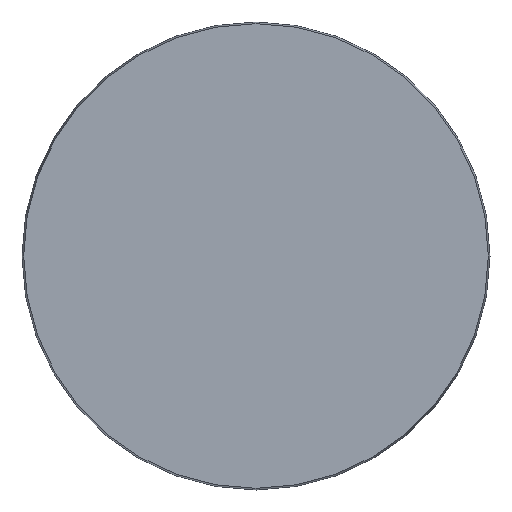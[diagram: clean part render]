
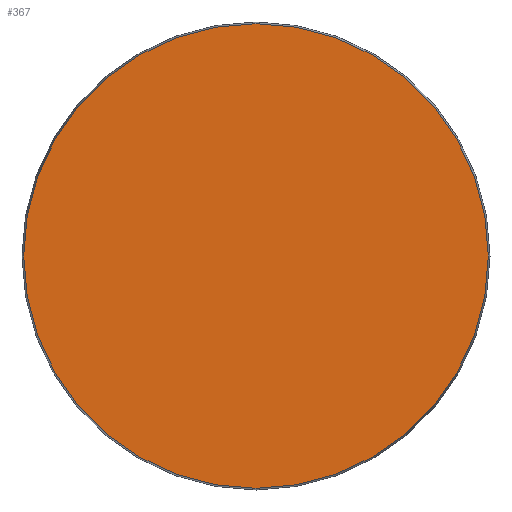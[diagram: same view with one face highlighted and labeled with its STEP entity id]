
A CAD part, front view. The second image highlights one B-rep face of the part: STEP entity #367.
In plain terms, the highlighted planar face has unit normal (0, -1, 0).
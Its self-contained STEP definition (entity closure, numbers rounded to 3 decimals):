
#1 = FACE_OUTER_BOUND ( 'NONE', #14, .T. ) ;
#5 = CARTESIAN_POINT ( 'NONE',  ( 0., 0., 0. ) ) ;
#10 = CARTESIAN_POINT ( 'NONE',  ( -78.425, 0., 0. ) ) ;
#14 = EDGE_LOOP ( 'NONE', ( #52 ) ) ;
#52 = ORIENTED_EDGE ( 'NONE', *, *, #422, .T. ) ;
#87 = DIRECTION ( 'NONE',  ( 0., 0., 1. ) ) ;
#89 = DIRECTION ( 'NONE',  ( 0., 1., 0. ) ) ;
#90 = DIRECTION ( 'NONE',  ( 0., 0., -1. ) ) ;
#236 = CIRCLE ( 'NONE', #362, 78.425 ) ;
#351 = PLANE ( 'NONE',  #472 ) ;
#362 = AXIS2_PLACEMENT_3D ( 'NONE', #5, #384, #90 ) ;
#366 = CARTESIAN_POINT ( 'NONE',  ( 0., 0., -78.425 ) ) ;
#367 = ADVANCED_FACE ( 'NONE', ( #1 ), #351, .F. ) ;
#384 = DIRECTION ( 'NONE',  ( 0., -1., 0. ) ) ;
#407 = VERTEX_POINT ( 'NONE', #366 ) ;
#422 = EDGE_CURVE ( 'NONE', #407, #407, #236, .T. ) ;
#472 = AXIS2_PLACEMENT_3D ( 'NONE', #10, #89, #87 ) ;
